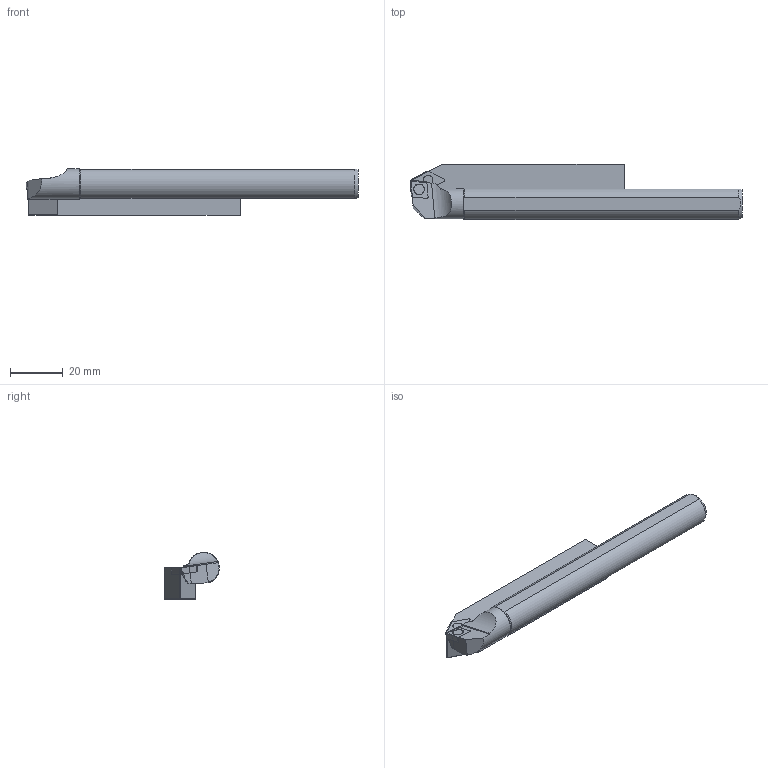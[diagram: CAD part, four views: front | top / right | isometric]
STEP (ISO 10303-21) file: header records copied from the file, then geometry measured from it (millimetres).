
FILE_DESCRIPTION(/* description */ (''),/* implementation_level */ '2;1');
FILE_NAME(/* name */ 'SDNCN1212F07_SIM.stp',/* time_stamp */ '2022-11-23T09:34:29+01:00',/* author */ (''),/* organization */ (''),/* preprocessor_version */ 'ST-DEVELOPER v18.102',/* originating_system */ 'SIEMENS PLM Software NX 2027',/* authorisation */ '');
FILE_SCHEMA (('AUTOMOTIVE_DESIGN { 1 0 10303 214 3 1 1 1 }'));
Length unit declared in the file: millimetre
Products named in the file (1): model1
Bounding box: 126.43 x 20.95 x 17.82 mm (x, y, z)
Volume: 24170.4 mm3; surface area: 9060.4 mm2
Topology: 4 solids, 4 shells, 67 faces, 166 edges, 108 vertices
Faces by surface type: plane 37, cone 11, cylinder 9, torus 6, bspline 4
Full cylindrical faces by diameter (mm): 2.8 x2, 3.75 x1, 4.1 x1, 11.6 x1
Entity records: 2312 total; most frequent: CARTESIAN_POINT 797, ORIENTED_EDGE 304, DIRECTION 281, EDGE_CURVE 152, AXIS2_PLACEMENT_3D 106, VERTEX_POINT 105, EDGE_LOOP 83, LINE 69
